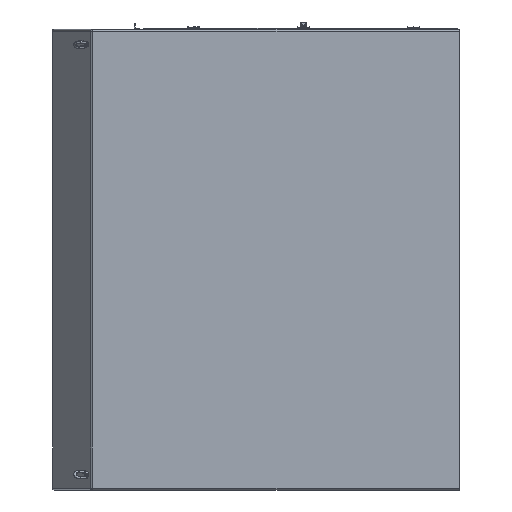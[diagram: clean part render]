
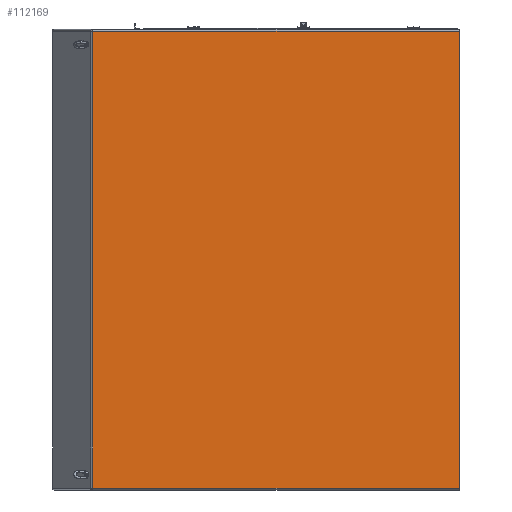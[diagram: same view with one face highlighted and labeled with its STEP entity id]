
A CAD part, left-side view. The second image highlights one B-rep face of the part: STEP entity #112169.
In plain terms, the highlighted planar face has unit normal (-1, 0, 0).
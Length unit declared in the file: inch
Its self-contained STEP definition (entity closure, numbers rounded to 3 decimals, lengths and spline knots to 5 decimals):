
#9037 = LINE ( 'NONE', #55936, #72998 ) ;
#11118 = DIRECTION ( 'NONE',  ( 0., 0., 1. ) ) ;
#18302 = DIRECTION ( 'NONE',  ( 1., 0., 0. ) ) ;
#23451 = LINE ( 'NONE', #70352, #118844 ) ;
#24499 = ORIENTED_EDGE ( 'NONE', *, *, #114752, .T. ) ;
#24731 = CARTESIAN_POINT ( 'NONE',  ( -49.93879, 41.80504, 36.37299 ) ) ;
#27336 = VERTEX_POINT ( 'NONE', #118646 ) ;
#31337 = CARTESIAN_POINT ( 'NONE',  ( -49.93879, 42.2286, 36.87299 ) ) ;
#37318 = VERTEX_POINT ( 'NONE', #24731 ) ;
#55936 = CARTESIAN_POINT ( 'NONE',  ( -49.93879, 42.2286, -82.62701 ) ) ;
#57436 = DIRECTION ( 'NONE',  ( 0., -1., 0. ) ) ;
#59049 = ORIENTED_EDGE ( 'NONE', *, *, #109188, .T. ) ;
#65182 = DIRECTION ( 'NONE',  ( 0., 0., -1. ) ) ;
#70352 = CARTESIAN_POINT ( 'NONE',  ( -49.93879, -53.7714, 36.87299 ) ) ;
#70765 = DIRECTION ( 'NONE',  ( 0., 1., 0. ) ) ;
#72998 = VECTOR ( 'NONE', #57436, 39.37008 ) ;
#73060 = CARTESIAN_POINT ( 'NONE',  ( -49.93879, 42.2286, 36.37299 ) ) ;
#77928 = VECTOR ( 'NONE', #70765, 39.37008 ) ;
#89036 = PLANE ( 'NONE',  #136465 ) ;
#92257 = EDGE_CURVE ( 'NONE', #37318, #103756, #120884, .T. ) ;
#96238 = DIRECTION ( 'NONE',  ( 0., 0., -1. ) ) ;
#103756 = VERTEX_POINT ( 'NONE', #131883 ) ;
#107736 = LINE ( 'NONE', #73060, #77928 ) ;
#109188 = EDGE_CURVE ( 'NONE', #27336, #133380, #23451, .T. ) ;
#112169 = ADVANCED_FACE ( 'NONE', ( #148299 ), #89036, .F. ) ;
#114752 = EDGE_CURVE ( 'NONE', #103756, #27336, #9037, .T. ) ;
#116938 = EDGE_CURVE ( 'NONE', #133380, #37318, #107736, .T. ) ;
#118646 = CARTESIAN_POINT ( 'NONE',  ( -49.93879, -53.7714, -82.62701 ) ) ;
#118844 = VECTOR ( 'NONE', #11118, 39.37008 ) ;
#120884 = LINE ( 'NONE', #141645, #136546 ) ;
#131883 = CARTESIAN_POINT ( 'NONE',  ( -49.93879, 41.80504, -82.62701 ) ) ;
#132044 = ORIENTED_EDGE ( 'NONE', *, *, #116938, .T. ) ;
#133380 = VERTEX_POINT ( 'NONE', #149836 ) ;
#136465 = AXIS2_PLACEMENT_3D ( 'NONE', #31337, #18302, #65182 ) ;
#136546 = VECTOR ( 'NONE', #96238, 39.37008 ) ;
#138197 = ORIENTED_EDGE ( 'NONE', *, *, #92257, .T. ) ;
#138778 = EDGE_LOOP ( 'NONE', ( #138197, #24499, #59049, #132044 ) ) ;
#141645 = CARTESIAN_POINT ( 'NONE',  ( -49.93879, 41.80504, -83.12701 ) ) ;
#148299 = FACE_OUTER_BOUND ( 'NONE', #138778, .T. ) ;
#149836 = CARTESIAN_POINT ( 'NONE',  ( -49.93879, -53.7714, 36.37299 ) ) ;
